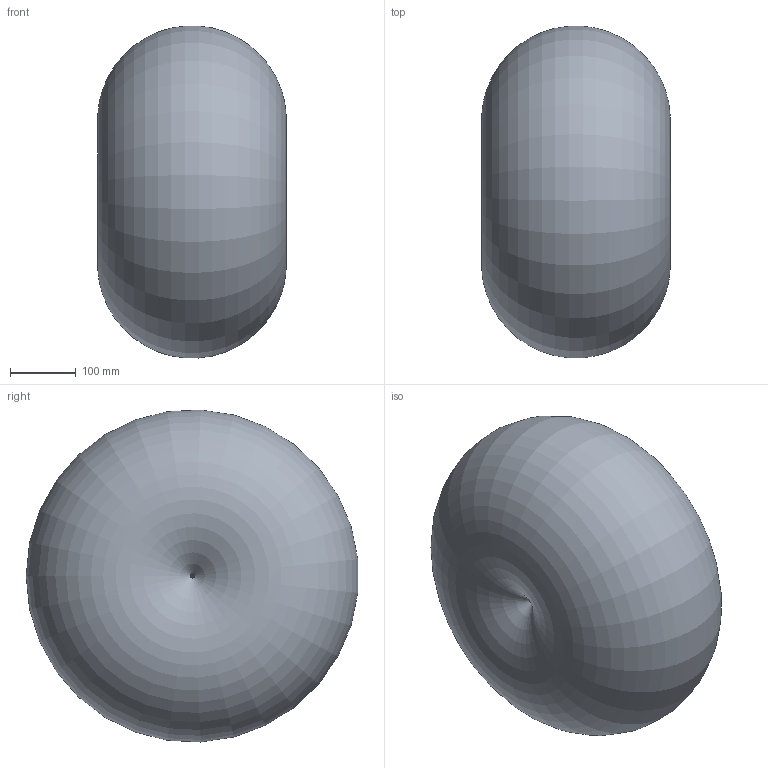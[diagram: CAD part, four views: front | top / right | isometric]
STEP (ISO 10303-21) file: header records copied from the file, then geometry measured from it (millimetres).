
FILE_DESCRIPTION(/* description */ ('Alibre Inc.'),/* implementation_level */ '2;1');
FILE_NAME(/* name */ 'export-08702A1F-8043-4CC0-AB78-6FC4F8F3E31B',/* time_stamp */ '2020-05-18T16:44:56-07:00',/* author */ (''),/* organization */ (''),/* preprocessor_version */ 'ST-DEVELOPER v17',/* originating_system */ 'Alibre',/* authorisation */ '');
FILE_SCHEMA (('CONFIG_CONTROL_DESIGN'));
Length unit declared in the file: inch
Bounding box: 286.77 x 504.08 x 504.72 mm (x, y, z)
Volume: 44638808.5 mm3; surface area: 713024.8 mm2
Topology: 16 solids, 16 shells, 177 faces, 447 edges, 275 vertices
Faces by surface type: cylinder 58, plane 57, torus 22, bspline 18, sphere 16, cone 6
Full cylindrical faces by diameter (mm): 4.917 x4, 25.4 x1, 33.655 x2, 33.68 x2, 34.188 x2, 45.72 x4, 54.712 x2, 60.25 x1
Entity records: 7499 total; most frequent: CARTESIAN_POINT 3310, ORIENTED_EDGE 674, DIRECTION 664, EDGE_CURVE 337, AXIS2_PLACEMENT_3D 310, VERTEX_POINT 234, FACE_BOUND 217, EDGE_LOOP 208
